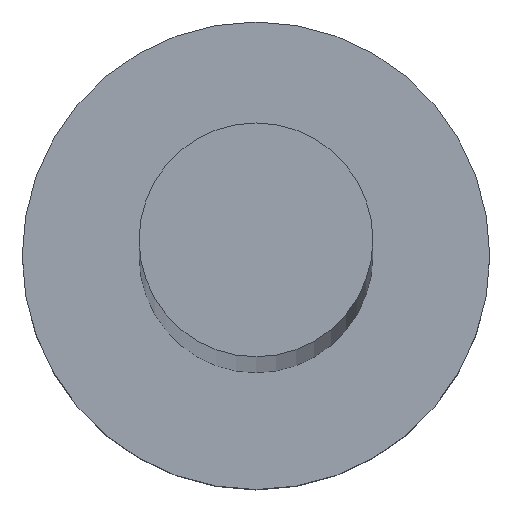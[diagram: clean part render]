
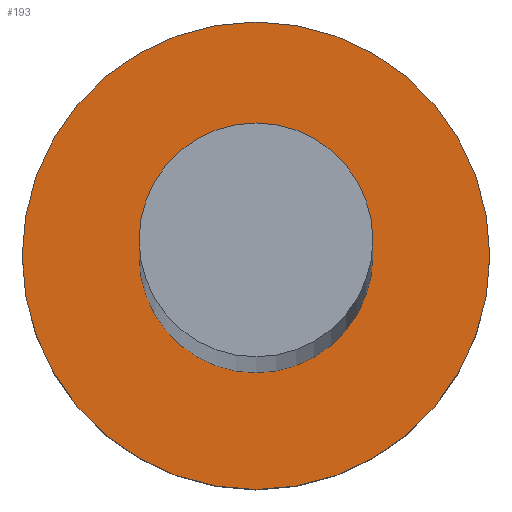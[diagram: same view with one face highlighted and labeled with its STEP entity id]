
A CAD part, top view. The second image highlights one B-rep face of the part: STEP entity #193.
In plain terms, the highlighted planar face has unit normal (0, 0, 1).
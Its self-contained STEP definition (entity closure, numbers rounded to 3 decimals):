
#5 = VERTEX_POINT ( 'NONE', #27 ) ;
#6 = AXIS2_PLACEMENT_3D ( 'NONE', #60, #227, #13 ) ;
#8 = AXIS2_PLACEMENT_3D ( 'NONE', #17, #97, #113 ) ;
#11 = CIRCLE ( 'NONE', #8, 2. ) ;
#13 = DIRECTION ( 'NONE',  ( 1., 0., 0. ) ) ;
#14 = CARTESIAN_POINT ( 'NONE',  ( -4., 0., 4. ) ) ;
#16 = AXIS2_PLACEMENT_3D ( 'NONE', #82, #42, #255 ) ;
#17 = CARTESIAN_POINT ( 'NONE',  ( 0., 0., 4. ) ) ;
#25 = ORIENTED_EDGE ( 'NONE', *, *, #54, .F. ) ;
#27 = CARTESIAN_POINT ( 'NONE',  ( 4., 0., 4. ) ) ;
#29 = VERTEX_POINT ( 'NONE', #188 ) ;
#32 = AXIS2_PLACEMENT_3D ( 'NONE', #153, #79, #192 ) ;
#42 = DIRECTION ( 'NONE',  ( 0., 0., 1. ) ) ;
#54 = EDGE_CURVE ( 'NONE', #29, #211, #168, .T. ) ;
#60 = CARTESIAN_POINT ( 'NONE',  ( 0., 0., 4. ) ) ;
#63 = CARTESIAN_POINT ( 'NONE',  ( 0., 0., 4. ) ) ;
#65 = EDGE_CURVE ( 'NONE', #191, #5, #107, .T. ) ;
#79 = DIRECTION ( 'NONE',  ( 0., 0., 1. ) ) ;
#82 = CARTESIAN_POINT ( 'NONE',  ( 0., 0., 4. ) ) ;
#94 = CIRCLE ( 'NONE', #32, 4. ) ;
#97 = DIRECTION ( 'NONE',  ( 0., 0., 1. ) ) ;
#107 = CIRCLE ( 'NONE', #235, 4. ) ;
#113 = DIRECTION ( 'NONE',  ( 1., 0., 0. ) ) ;
#135 = DIRECTION ( 'NONE',  ( 0., 0., 1. ) ) ;
#137 = EDGE_LOOP ( 'NONE', ( #240, #169 ) ) ;
#142 = EDGE_CURVE ( 'NONE', #5, #191, #94, .T. ) ;
#146 = ORIENTED_EDGE ( 'NONE', *, *, #160, .F. ) ;
#153 = CARTESIAN_POINT ( 'NONE',  ( 0., 0., 4. ) ) ;
#160 = EDGE_CURVE ( 'NONE', #211, #29, #11, .T. ) ;
#168 = CIRCLE ( 'NONE', #6, 2. ) ;
#169 = ORIENTED_EDGE ( 'NONE', *, *, #142, .T. ) ;
#188 = CARTESIAN_POINT ( 'NONE',  ( -2., 0., 4. ) ) ;
#190 = DIRECTION ( 'NONE',  ( 1., 0., 0. ) ) ;
#191 = VERTEX_POINT ( 'NONE', #14 ) ;
#192 = DIRECTION ( 'NONE',  ( 1., 0., 0. ) ) ;
#193 = ADVANCED_FACE ( 'NONE', ( #229, #205 ), #209, .T. ) ;
#205 = FACE_OUTER_BOUND ( 'NONE', #137, .T. ) ;
#209 = PLANE ( 'NONE',  #16 ) ;
#211 = VERTEX_POINT ( 'NONE', #234 ) ;
#219 = EDGE_LOOP ( 'NONE', ( #25, #146 ) ) ;
#227 = DIRECTION ( 'NONE',  ( 0., 0., 1. ) ) ;
#229 = FACE_BOUND ( 'NONE', #219, .T. ) ;
#234 = CARTESIAN_POINT ( 'NONE',  ( 2., 0., 4. ) ) ;
#235 = AXIS2_PLACEMENT_3D ( 'NONE', #63, #135, #190 ) ;
#240 = ORIENTED_EDGE ( 'NONE', *, *, #65, .T. ) ;
#255 = DIRECTION ( 'NONE',  ( 1., 0., 0. ) ) ;
